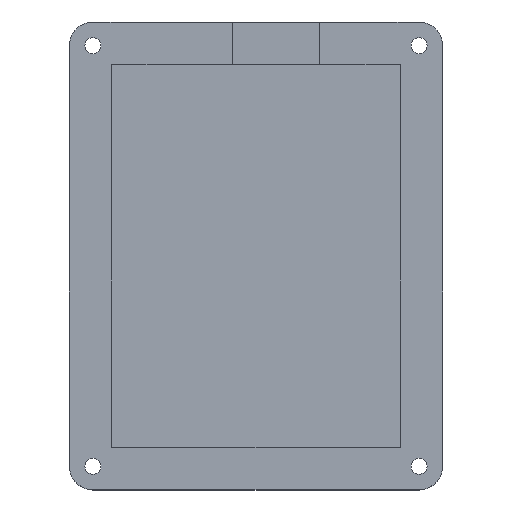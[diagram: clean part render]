
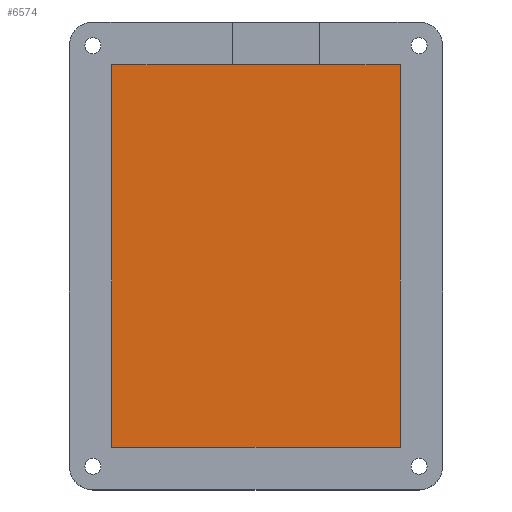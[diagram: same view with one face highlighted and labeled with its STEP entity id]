
A CAD part, top view. The second image highlights one B-rep face of the part: STEP entity #6574.
In plain terms, the highlighted planar face has unit normal (0, 0, 1).
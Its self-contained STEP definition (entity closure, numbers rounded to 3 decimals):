
#1059=FACE_OUTER_BOUND('',#1448,.T.);
#1448=EDGE_LOOP('',(#6033,#6034,#6035,#6036));
#1984=LINE('',#13162,#2513);
#1986=LINE('',#13167,#2515);
#1987=LINE('',#13168,#2516);
#1988=LINE('',#13169,#2517);
#2513=VECTOR('',#7577,10.);
#2515=VECTOR('',#7581,10.);
#2516=VECTOR('',#7582,10.);
#2517=VECTOR('',#7583,10.);
#3166=VERTEX_POINT('',#13159);
#3167=VERTEX_POINT('',#13161);
#3168=VERTEX_POINT('',#13165);
#3169=VERTEX_POINT('',#13166);
#4130=EDGE_CURVE('',#3166,#3167,#1984,.T.);
#4132=EDGE_CURVE('',#3168,#3169,#1986,.T.);
#4133=EDGE_CURVE('',#3167,#3168,#1987,.T.);
#4134=EDGE_CURVE('',#3169,#3166,#1988,.T.);
#6033=ORIENTED_EDGE('',*,*,#4132,.F.);
#6034=ORIENTED_EDGE('',*,*,#4133,.F.);
#6035=ORIENTED_EDGE('',*,*,#4130,.F.);
#6036=ORIENTED_EDGE('',*,*,#4134,.F.);
#6226=PLANE('',#6749);
#6574=ADVANCED_FACE('',(#1059),#6226,.T.);
#6749=AXIS2_PLACEMENT_3D('',#13164,#7579,#7580);
#7577=DIRECTION('',(1.,0.,0.));
#7579=DIRECTION('center_axis',(0.,0.,1.));
#7580=DIRECTION('ref_axis',(1.,0.,0.));
#7581=DIRECTION('',(-1.,0.,0.));
#7582=DIRECTION('',(0.,-1.,0.));
#7583=DIRECTION('',(0.,1.,0.));
#13159=CARTESIAN_POINT('',(-24.867,32.243,3.));
#13161=CARTESIAN_POINT('',(36.133,32.243,3.));
#13162=CARTESIAN_POINT('',(-9.617,32.243,3.));
#13164=CARTESIAN_POINT('Origin',(5.633,-8.257,3.));
#13165=CARTESIAN_POINT('',(36.133,-48.757,3.));
#13166=CARTESIAN_POINT('',(-24.867,-48.757,3.));
#13167=CARTESIAN_POINT('',(20.883,-48.757,3.));
#13168=CARTESIAN_POINT('',(36.133,11.993,3.));
#13169=CARTESIAN_POINT('',(-24.867,-28.507,3.));
